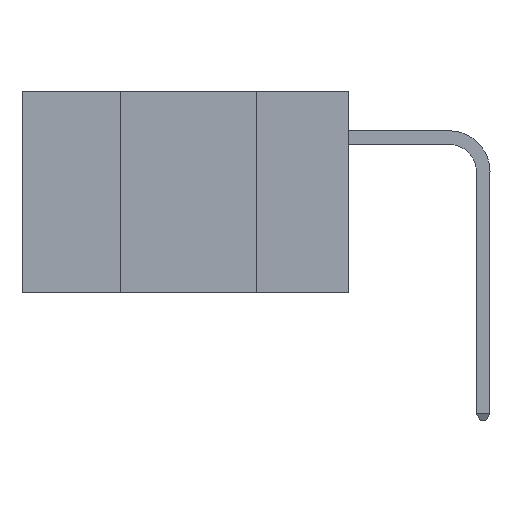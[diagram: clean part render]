
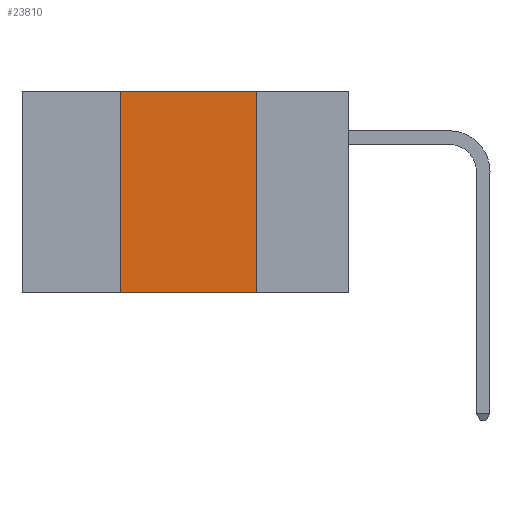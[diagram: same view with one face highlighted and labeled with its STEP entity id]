
A CAD part, left-side view. The second image highlights one B-rep face of the part: STEP entity #23810.
In plain terms, the highlighted planar face has unit normal (-1, 0, 0).
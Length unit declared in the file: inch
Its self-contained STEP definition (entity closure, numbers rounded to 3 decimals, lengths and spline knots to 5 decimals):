
#580 = VERTEX_POINT ( 'NONE', #2974 ) ;
#1461 = ORIENTED_EDGE ( 'NONE', *, *, #22252, .F. ) ;
#1673 = EDGE_LOOP ( 'NONE', ( #19493, #13395, #1461, #4916 ) ) ;
#1767 = VERTEX_POINT ( 'NONE', #4809 ) ;
#2974 = CARTESIAN_POINT ( 'NONE',  ( 0., 0.42, -0.37 ) ) ;
#4407 = DIRECTION ( 'NONE',  ( 0., 0., -1. ) ) ;
#4417 = CARTESIAN_POINT ( 'NONE',  ( 0., 0.6, 0. ) ) ;
#4765 = CARTESIAN_POINT ( 'NONE',  ( 0., 0.6, -0.37 ) ) ;
#4809 = CARTESIAN_POINT ( 'NONE',  ( 0., 0.42, 0. ) ) ;
#4916 = ORIENTED_EDGE ( 'NONE', *, *, #6073, .T. ) ;
#5300 = LINE ( 'NONE', #17376, #27628 ) ;
#6073 = EDGE_CURVE ( 'NONE', #580, #12985, #14936, .T. ) ;
#7285 = EDGE_CURVE ( 'NONE', #9302, #12985, #5300, .T. ) ;
#9142 = VECTOR ( 'NONE', #22097, 39.37008 ) ;
#9302 = VERTEX_POINT ( 'NONE', #27427 ) ;
#10175 = EDGE_CURVE ( 'NONE', #1767, #9302, #19802, .T. ) ;
#11298 = PLANE ( 'NONE',  #21075 ) ;
#12985 = VERTEX_POINT ( 'NONE', #15914 ) ;
#13272 = LINE ( 'NONE', #19885, #24078 ) ;
#13395 = ORIENTED_EDGE ( 'NONE', *, *, #10175, .F. ) ;
#13501 = DIRECTION ( 'NONE',  ( 0., 0., -1. ) ) ;
#14936 = LINE ( 'NONE', #4765, #9142 ) ;
#15914 = CARTESIAN_POINT ( 'NONE',  ( 0., 0.17, -0.37 ) ) ;
#17376 = CARTESIAN_POINT ( 'NONE',  ( 0., 0.17, 0. ) ) ;
#18844 = FACE_OUTER_BOUND ( 'NONE', #1673, .T. ) ;
#19134 = VECTOR ( 'NONE', #26070, 39.37008 ) ;
#19493 = ORIENTED_EDGE ( 'NONE', *, *, #7285, .F. ) ;
#19802 = LINE ( 'NONE', #4417, #19134 ) ;
#19885 = CARTESIAN_POINT ( 'NONE',  ( 0., 0.42, 0. ) ) ;
#21075 = AXIS2_PLACEMENT_3D ( 'NONE', #22066, #26381, #13501 ) ;
#22004 = DIRECTION ( 'NONE',  ( 0., 0., 1. ) ) ;
#22066 = CARTESIAN_POINT ( 'NONE',  ( 0., 0.6, 0. ) ) ;
#22097 = DIRECTION ( 'NONE',  ( 0., -1., 0. ) ) ;
#22252 = EDGE_CURVE ( 'NONE', #580, #1767, #13272, .T. ) ;
#23810 = ADVANCED_FACE ( 'NONE', ( #18844 ), #11298, .F. ) ;
#24078 = VECTOR ( 'NONE', #22004, 39.37008 ) ;
#26070 = DIRECTION ( 'NONE',  ( 0., -1., 0. ) ) ;
#26381 = DIRECTION ( 'NONE',  ( 1., 0., 0. ) ) ;
#27427 = CARTESIAN_POINT ( 'NONE',  ( 0., 0.17, 0. ) ) ;
#27628 = VECTOR ( 'NONE', #4407, 39.37008 ) ;
